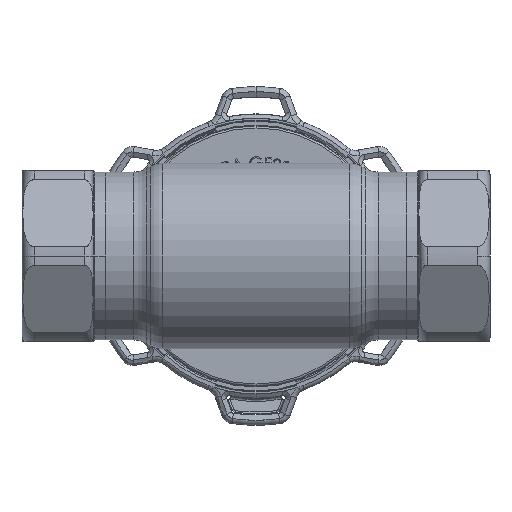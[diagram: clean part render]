
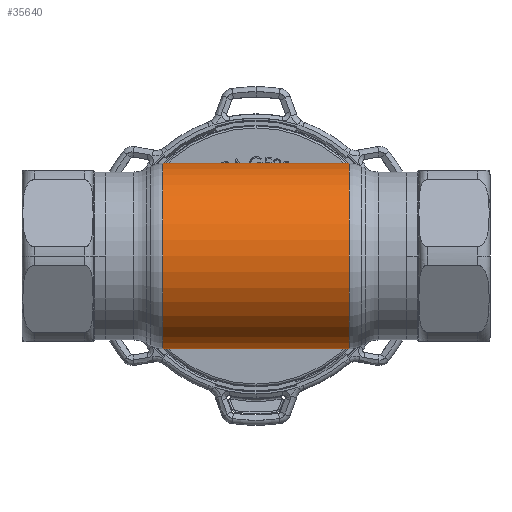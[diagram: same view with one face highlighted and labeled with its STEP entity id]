
A CAD part, front view. The second image highlights one B-rep face of the part: STEP entity #35640.
In plain terms, the highlighted cylindrical face has radius 22.25 mm (diameter 44.5 mm), a partial arc.
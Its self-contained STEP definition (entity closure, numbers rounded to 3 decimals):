
#347 = VERTEX_POINT ( 'NONE', #37323 ) ;
#608 = VECTOR ( 'NONE', #39128, 1000. ) ;
#1692 = EDGE_CURVE ( 'NONE', #24708, #9475, #9895, .T. ) ;
#1693 = CIRCLE ( 'NONE', #24180, 22.25 ) ;
#2534 = LINE ( 'NONE', #11397, #608 ) ;
#3525 = DIRECTION ( 'NONE',  ( 0., 0., 1. ) ) ;
#4340 = CARTESIAN_POINT ( 'NONE',  ( -22.285, 0., 0. ) ) ;
#9475 = VERTEX_POINT ( 'NONE', #12508 ) ;
#9688 = DIRECTION ( 'NONE',  ( 0., 0., 1. ) ) ;
#9895 = LINE ( 'NONE', #16516, #29655 ) ;
#11193 = VERTEX_POINT ( 'NONE', #34404 ) ;
#11397 = CARTESIAN_POINT ( 'NONE',  ( -62.69, 0., -22.25 ) ) ;
#12155 = EDGE_LOOP ( 'NONE', ( #37827, #30625, #31372, #21447 ) ) ;
#12508 = CARTESIAN_POINT ( 'NONE',  ( -22.285, 0., 22.25 ) ) ;
#14882 = EDGE_CURVE ( 'NONE', #11193, #9475, #1693, .T. ) ;
#15672 = CARTESIAN_POINT ( 'NONE',  ( 22.285, 0., 0. ) ) ;
#15962 = CARTESIAN_POINT ( 'NONE',  ( 22.285, 0., 22.25 ) ) ;
#16516 = CARTESIAN_POINT ( 'NONE',  ( -62.69, 0., 22.25 ) ) ;
#21200 = EDGE_CURVE ( 'NONE', #347, #11193, #2534, .T. ) ;
#21447 = ORIENTED_EDGE ( 'NONE', *, *, #14882, .F. ) ;
#22395 = AXIS2_PLACEMENT_3D ( 'NONE', #34514, #37493, #3525 ) ;
#24180 = AXIS2_PLACEMENT_3D ( 'NONE', #4340, #38095, #35108 ) ;
#24708 = VERTEX_POINT ( 'NONE', #15962 ) ;
#29655 = VECTOR ( 'NONE', #37617, 1000. ) ;
#29908 = EDGE_CURVE ( 'NONE', #347, #24708, #35761, .T. ) ;
#30625 = ORIENTED_EDGE ( 'NONE', *, *, #29908, .T. ) ;
#31071 = CYLINDRICAL_SURFACE ( 'NONE', #22395, 22.25 ) ;
#31372 = ORIENTED_EDGE ( 'NONE', *, *, #1692, .T. ) ;
#33922 = FACE_OUTER_BOUND ( 'NONE', #12155, .T. ) ;
#34404 = CARTESIAN_POINT ( 'NONE',  ( -22.285, 0., -22.25 ) ) ;
#34514 = CARTESIAN_POINT ( 'NONE',  ( -62.69, 0., 0. ) ) ;
#35108 = DIRECTION ( 'NONE',  ( 0., 0., 1. ) ) ;
#35640 = ADVANCED_FACE ( 'NONE', ( #33922 ), #31071, .T. ) ;
#35761 = CIRCLE ( 'NONE', #36390, 22.25 ) ;
#36390 = AXIS2_PLACEMENT_3D ( 'NONE', #15672, #37208, #9688 ) ;
#37208 = DIRECTION ( 'NONE',  ( -1., 0., 0. ) ) ;
#37323 = CARTESIAN_POINT ( 'NONE',  ( 22.285, 0., -22.25 ) ) ;
#37493 = DIRECTION ( 'NONE',  ( -1., 0., 0. ) ) ;
#37617 = DIRECTION ( 'NONE',  ( -1., 0., 0. ) ) ;
#37827 = ORIENTED_EDGE ( 'NONE', *, *, #21200, .F. ) ;
#38095 = DIRECTION ( 'NONE',  ( -1., 0., 0. ) ) ;
#39128 = DIRECTION ( 'NONE',  ( -1., 0., 0. ) ) ;
